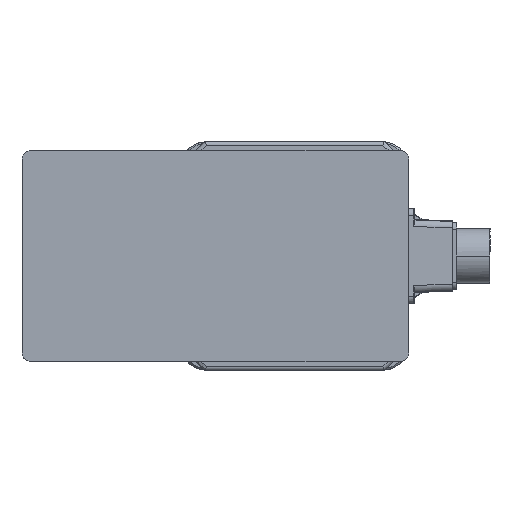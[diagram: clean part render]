
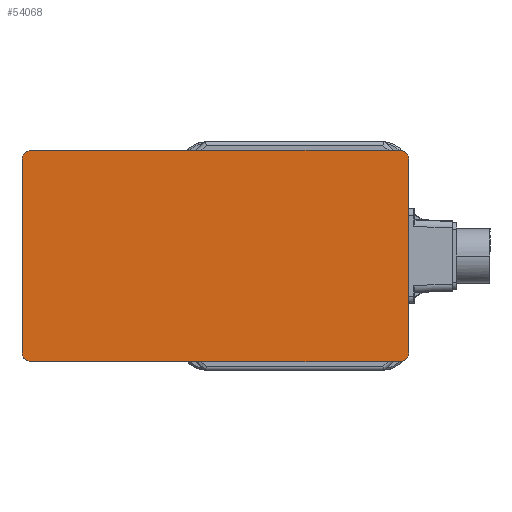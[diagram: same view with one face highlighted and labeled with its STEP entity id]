
A CAD part, front view. The second image highlights one B-rep face of the part: STEP entity #54068.
In plain terms, the highlighted face is planar.
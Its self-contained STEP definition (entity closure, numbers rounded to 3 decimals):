
#815 = VERTEX_POINT ( 'NONE', #28851 ) ;
#1072 = EDGE_CURVE ( 'NONE', #28112, #9017, #41598, .T. ) ;
#1564 = CARTESIAN_POINT ( 'NONE',  ( -55., 170., -119. ) ) ;
#4329 = AXIS2_PLACEMENT_3D ( 'NONE', #40544, #32262, #19003 ) ;
#4959 = DIRECTION ( 'NONE',  ( 0., -1., 0. ) ) ;
#5533 = ORIENTED_EDGE ( 'NONE', *, *, #46092, .T. ) ;
#7724 = ORIENTED_EDGE ( 'NONE', *, *, #11121, .T. ) ;
#9017 = VERTEX_POINT ( 'NONE', #34981 ) ;
#9423 = DIRECTION ( 'NONE',  ( 0., 1., 0. ) ) ;
#9606 = CARTESIAN_POINT ( 'NONE',  ( -60., -40., -119. ) ) ;
#10020 = CARTESIAN_POINT ( 'NONE',  ( -55., -40., -119. ) ) ;
#10123 = CARTESIAN_POINT ( 'NONE',  ( 55., -45., -119. ) ) ;
#10278 = AXIS2_PLACEMENT_3D ( 'NONE', #21686, #43387, #17498 ) ;
#11121 = EDGE_CURVE ( 'NONE', #24051, #12632, #21843, .T. ) ;
#11620 = ORIENTED_EDGE ( 'NONE', *, *, #49076, .T. ) ;
#11815 = AXIS2_PLACEMENT_3D ( 'NONE', #1564, #48808, #22941 ) ;
#12632 = VERTEX_POINT ( 'NONE', #36215 ) ;
#13213 = ORIENTED_EDGE ( 'NONE', *, *, #46993, .T. ) ;
#15009 = DIRECTION ( 'NONE',  ( -1., 0., 0. ) ) ;
#16650 = VECTOR ( 'NONE', #38246, 1000. ) ;
#16766 = VECTOR ( 'NONE', #43974, 1000. ) ;
#17417 = ORIENTED_EDGE ( 'NONE', *, *, #1072, .T. ) ;
#17498 = DIRECTION ( 'NONE',  ( -1., 0., 0. ) ) ;
#17625 = ORIENTED_EDGE ( 'NONE', *, *, #25937, .T. ) ;
#19003 = DIRECTION ( 'NONE',  ( -1., 0., 0. ) ) ;
#19769 = CARTESIAN_POINT ( 'NONE',  ( 55., -40., -119. ) ) ;
#21055 = ORIENTED_EDGE ( 'NONE', *, *, #24391, .T. ) ;
#21686 = CARTESIAN_POINT ( 'NONE',  ( 55., -40., -119. ) ) ;
#21843 = LINE ( 'NONE', #34663, #31358 ) ;
#22941 = DIRECTION ( 'NONE',  ( -1., 0., 0. ) ) ;
#24051 = VERTEX_POINT ( 'NONE', #40035 ) ;
#24391 = EDGE_CURVE ( 'NONE', #47119, #815, #44990, .T. ) ;
#25937 = EDGE_CURVE ( 'NONE', #34520, #28112, #39669, .T. ) ;
#26251 = EDGE_LOOP ( 'NONE', ( #5533, #17625, #17417, #51041, #21055, #13213, #11620, #7724 ) ) ;
#27781 = VECTOR ( 'NONE', #9423, 1000. ) ;
#28112 = VERTEX_POINT ( 'NONE', #47773 ) ;
#28467 = CIRCLE ( 'NONE', #4329, 5. ) ;
#28851 = CARTESIAN_POINT ( 'NONE',  ( -55., 175., -119. ) ) ;
#29250 = EDGE_CURVE ( 'NONE', #9017, #47119, #50036, .T. ) ;
#31358 = VECTOR ( 'NONE', #4959, 1000. ) ;
#32262 = DIRECTION ( 'NONE',  ( 0., 0., -1. ) ) ;
#32464 = DIRECTION ( 'NONE',  ( 0., 0., -1. ) ) ;
#34520 = VERTEX_POINT ( 'NONE', #10123 ) ;
#34663 = CARTESIAN_POINT ( 'NONE',  ( 60., 170., -119. ) ) ;
#34981 = CARTESIAN_POINT ( 'NONE',  ( -60., -40., -119. ) ) ;
#36215 = CARTESIAN_POINT ( 'NONE',  ( 60., -40., -119. ) ) ;
#38246 = DIRECTION ( 'NONE',  ( -1., 0., 0. ) ) ;
#39046 = PLANE ( 'NONE',  #10278 ) ;
#39069 = LINE ( 'NONE', #47954, #16766 ) ;
#39669 = LINE ( 'NONE', #42948, #16650 ) ;
#40035 = CARTESIAN_POINT ( 'NONE',  ( 60., 170., -119. ) ) ;
#40544 = CARTESIAN_POINT ( 'NONE',  ( 55., 170., -119. ) ) ;
#41083 = VERTEX_POINT ( 'NONE', #50023 ) ;
#41598 = CIRCLE ( 'NONE', #56020, 5. ) ;
#42948 = CARTESIAN_POINT ( 'NONE',  ( 55., -45., -119. ) ) ;
#43387 = DIRECTION ( 'NONE',  ( 0., 0., -1. ) ) ;
#43974 = DIRECTION ( 'NONE',  ( 1., 0., 0. ) ) ;
#44415 = DIRECTION ( 'NONE',  ( 0., 0., -1. ) ) ;
#44990 = CIRCLE ( 'NONE', #11815, 5. ) ;
#46092 = EDGE_CURVE ( 'NONE', #12632, #34520, #50554, .T. ) ;
#46993 = EDGE_CURVE ( 'NONE', #815, #41083, #39069, .T. ) ;
#47119 = VERTEX_POINT ( 'NONE', #53573 ) ;
#47773 = CARTESIAN_POINT ( 'NONE',  ( -55., -45., -119. ) ) ;
#47954 = CARTESIAN_POINT ( 'NONE',  ( -55., 175., -119. ) ) ;
#48808 = DIRECTION ( 'NONE',  ( 0., 0., -1. ) ) ;
#49076 = EDGE_CURVE ( 'NONE', #41083, #24051, #28467, .T. ) ;
#50023 = CARTESIAN_POINT ( 'NONE',  ( 55., 175., -119. ) ) ;
#50036 = LINE ( 'NONE', #9606, #27781 ) ;
#50554 = CIRCLE ( 'NONE', #53796, 5. ) ;
#51041 = ORIENTED_EDGE ( 'NONE', *, *, #29250, .T. ) ;
#52082 = FACE_OUTER_BOUND ( 'NONE', #26251, .T. ) ;
#53062 = DIRECTION ( 'NONE',  ( -1., 0., 0. ) ) ;
#53573 = CARTESIAN_POINT ( 'NONE',  ( -60., 170., -119. ) ) ;
#53796 = AXIS2_PLACEMENT_3D ( 'NONE', #19769, #32464, #15009 ) ;
#54068 = ADVANCED_FACE ( 'NONE', ( #52082 ), #39046, .T. ) ;
#56020 = AXIS2_PLACEMENT_3D ( 'NONE', #10020, #44415, #53062 ) ;
